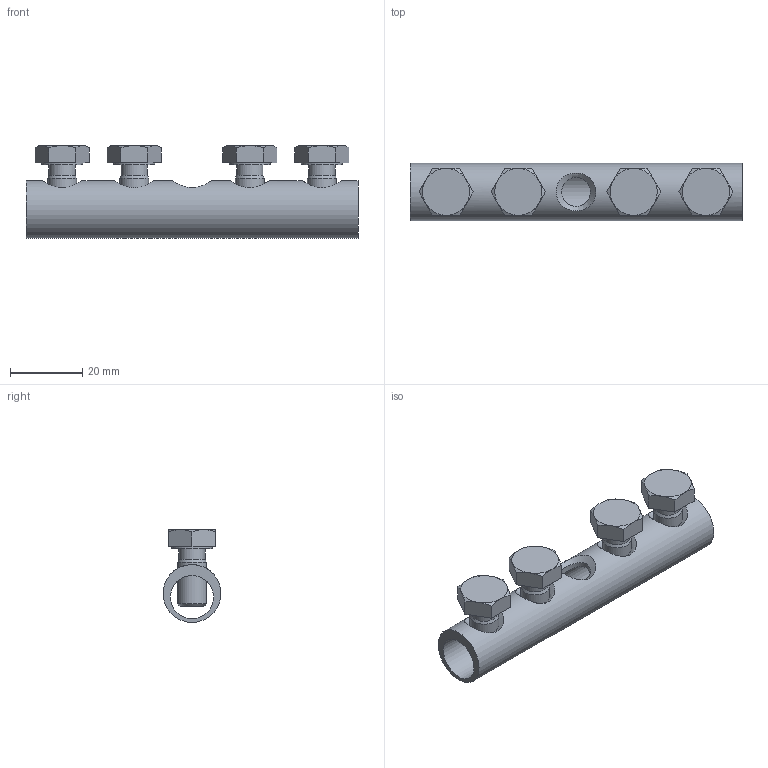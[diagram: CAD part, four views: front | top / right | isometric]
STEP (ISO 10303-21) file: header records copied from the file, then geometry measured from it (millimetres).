
FILE_DESCRIPTION(/* description */ (''),/* implementation_level */ '2;1');
FILE_NAME(/* name */ '4SS-D5-10.stp',/* time_stamp */ '2023-05-19T14:00:06+03:00',/* author */ ('man37'),/* organization */ (''),/* preprocessor_version */ 'ST-DEVELOPER v19.2',/* originating_system */ 'Autodesk Inventor 2023',/* authorisation */ '');
FILE_SCHEMA (('AUTOMOTIVE_DESIGN { 1 0 10303 214 3 1 1 }'));
Length unit declared in the file: millimetre
Products named in the file (3): 2(4)SS-D5-10-02; 4SS-D5-10; DIN 933 - M8  x 16
Assembly tree (5 placements, depth 2):
  2(4)SS-D5-10-02
    4SS-D5-10
    DIN 933 - M8  x 16  x4
Bounding box: 92 x 16 x 25.71 mm (x, y, z)
Volume: 13208.6 mm3; surface area: 11630.4 mm2
Topology: 5 solids, 5 shells, 98 faces, 208 edges, 128 vertices
Faces by surface type: plane 42, cone 32, cylinder 19, bspline 5
Full cylindrical faces by diameter (mm): 7.323 x4, 8 x9, 11.4 x4, 12 x1, 16 x1
Entity records: 2061 total; most frequent: CARTESIAN_POINT 1179, ORIENTED_EDGE 158, DIRECTION 141, EDGE_CURVE 79, AXIS2_PLACEMENT_3D 56, VERTEX_POINT 50, EDGE_LOOP 49, FACE_OUTER_BOUND 35
